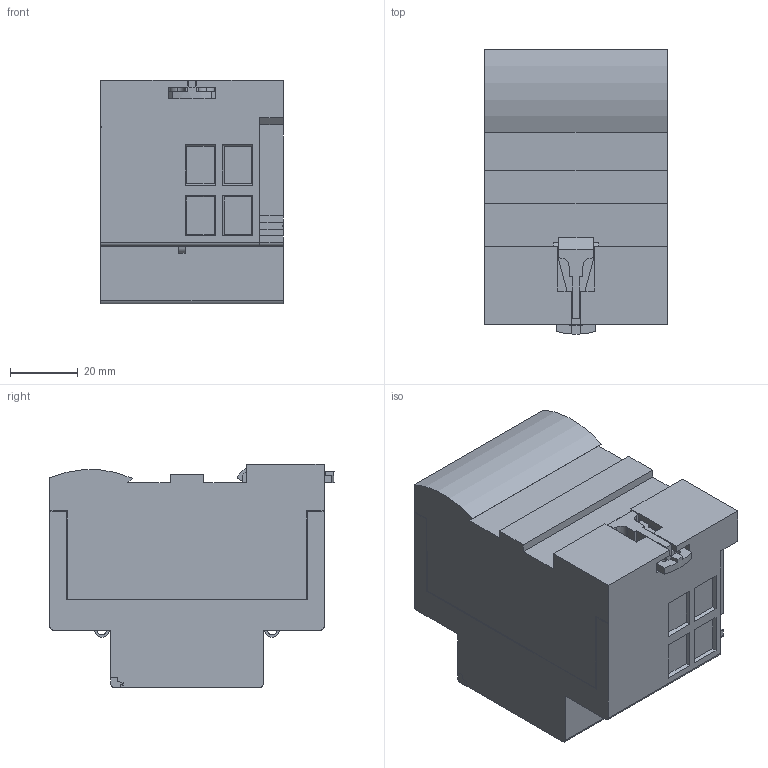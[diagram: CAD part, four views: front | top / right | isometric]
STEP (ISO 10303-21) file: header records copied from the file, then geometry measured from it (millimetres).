
FILE_DESCRIPTION (( 'STEP AP203' ), '1' );
FILE_NAME ('Êîíòàêòîð ìîäóëüíûé ÊÌ EKF PROxima ÊÌ3.STEP', '2016-11-25T12:04:58', ( '' ), ( '' ), 'SwSTEP 2.0', 'SolidWorks 2014', '' );
FILE_SCHEMA (( 'CONFIG_CONTROL_DESIGN' ));
Length unit declared in the file: millimetre
Products named in the file (6): Êîíòàêòîð ìîäóëüíûé ÊÌ EKF PROxima ÊÌ3; øëÿïêà âèíòà(01); øëÿïêà âèíòà(02); 櫻蠉錪1; 櫻蠉錪2
Assembly tree (13 placements, depth 2):
  Êîíòàêòîð ìîäóëüíûé ÊÌ EKF PROxima ÊÌ3
    Êîíòàêòîð ìîäóëüíûé ÊÌ EKF PROxima ÊÌ3
    øëÿïêà âèíòà(01)  x2
    øëÿïêà âèíòà(02)  x8
    櫻蠉錪1
    櫻蠉錪2
Bounding box: 54 x 83.95 x 66 mm (x, y, z)
Volume: 237368.5 mm3; surface area: 29411.5 mm2
Topology: 13 solids, 13 shells, 487 faces, 1301 edges, 862 vertices
Faces by surface type: plane 425, cylinder 62
Entity records: 11971 total; most frequent: CARTESIAN_POINT 1978, ORIENTED_EDGE 1930, DIRECTION 1819, EDGE_CURVE 965, LINE 861, VECTOR 861, VERTEX_POINT 638, AXIS2_PLACEMENT_3D 479
